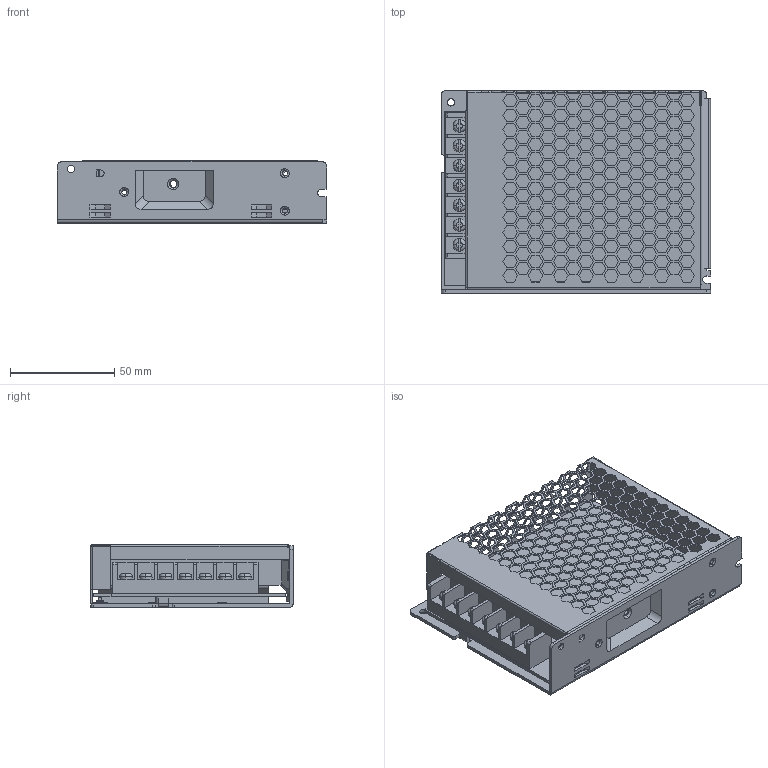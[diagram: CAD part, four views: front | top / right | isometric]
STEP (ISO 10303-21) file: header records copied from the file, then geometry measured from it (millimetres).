
FILE_DESCRIPTION (( 'STEP AP214' ), '1' );
FILE_NAME ('CDKU-S100W三维图-202505.STEP', '2025-04-18T05:20:37', ( '万丰电脑' ), ( '电话：0577-62733550' ), 'SwSTEP 2.0', 'SolidWorks 2020', '' );
FILE_SCHEMA (( 'AUTOMOTIVE_DESIGN' ));
Length unit declared in the file: millimetre
Products named in the file (4): 傷赽-7p; CDKU-100裔; CDKU-S100W三维图-202505; CDKU-100菁
Assembly tree (3 placements, depth 2):
  CDKU-S100W三维图-202505
    CDKU-100菁
    CDKU-100裔
    傷赽-7p
Bounding box: 129 x 97 x 30 mm (x, y, z)
Volume: 62052.3 mm3; surface area: 85883.3 mm2
Topology: 3 solids, 3 shells, 2118 faces, 6180 edges, 4040 vertices
Faces by surface type: plane 1865, cylinder 161, bspline 58, torus 28, cone 6
Entity records: 98550 total; most frequent: CARTESIAN_POINT 19297, ORIENTED_EDGE 12360, DIRECTION 9980, EDGE_CURVE 6180, LINE 5254, VECTOR 5254, VERTEX_POINT 4040, EDGE_LOOP 2630
